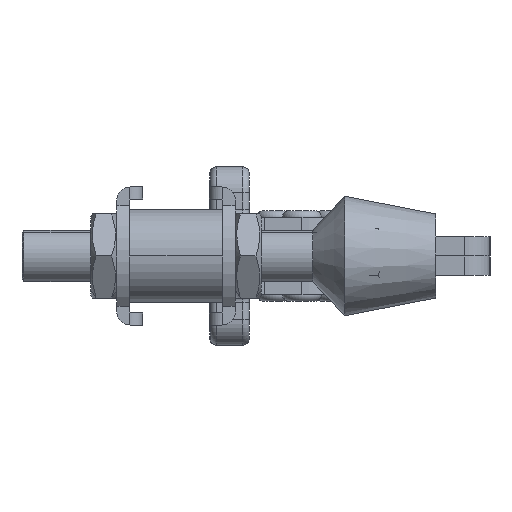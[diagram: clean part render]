
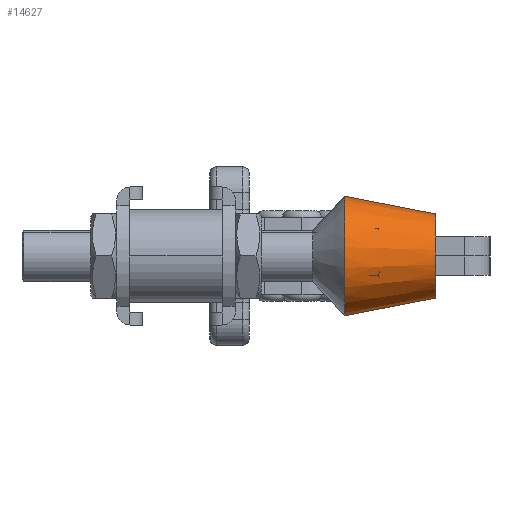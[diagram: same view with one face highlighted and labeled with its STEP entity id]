
A CAD part, left-side view. The second image highlights one B-rep face of the part: STEP entity #14627.
In plain terms, the highlighted conical face has half-angle 11 degrees and reference radius 6.5 mm.
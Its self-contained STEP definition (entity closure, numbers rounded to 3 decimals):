
#622 = ORIENTED_EDGE ( 'NONE', *, *, #6085, .F. ) ;
#623 = ORIENTED_EDGE ( 'NONE', *, *, #6046, .F. ) ;
#624 = ORIENTED_EDGE ( 'NONE', *, *, #6292, .T. ) ;
#625 = ORIENTED_EDGE ( 'NONE', *, *, #6041, .T. ) ;
#1164 = EDGE_LOOP ( 'NONE', ( #622, #623, #624, #625 ) ) ;
#6041 = EDGE_CURVE ( 'NONE', #14489, #13503, #16282, .T. ) ;
#6046 = EDGE_CURVE ( 'NONE', #23773, #21316, #16292, .T. ) ;
#6085 = EDGE_CURVE ( 'NONE', #21316, #13503, #16343, .T. ) ;
#6292 = EDGE_CURVE ( 'NONE', #23773, #14489, #27926, .T. ) ;
#8418 = AXIS2_PLACEMENT_3D ( 'NONE', #18873, #18874, #18875 ) ;
#8419 = AXIS2_PLACEMENT_3D ( 'NONE', #18885, #18886, #18887 ) ;
#13503 = VERTEX_POINT ( 'NONE', #21111 ) ;
#13925 = CARTESIAN_POINT ( 'NONE',  ( 0., 0., -6.5 ) ) ;
#14040 = CARTESIAN_POINT ( 'NONE',  ( 0., 0., 6.5 ) ) ;
#14489 = VERTEX_POINT ( 'NONE', #21123 ) ;
#14627 = ADVANCED_FACE ( 'NONE', ( #28991 ), #28999, .T. ) ;
#16282 = CIRCLE ( 'NONE', #8418, 9.243 ) ;
#16292 = CIRCLE ( 'NONE', #8419, 6.5 ) ;
#16343 = LINE ( 'NONE', #19068, #16349 ) ;
#16349 = VECTOR ( 'NONE', #19078, 1000. ) ;
#18873 = CARTESIAN_POINT ( 'NONE',  ( 0., 14.111, 0. ) ) ;
#18874 = DIRECTION ( 'NONE',  ( 0., -1., 0. ) ) ;
#18875 = DIRECTION ( 'NONE',  ( 0., 0., -1. ) ) ;
#18885 = CARTESIAN_POINT ( 'NONE',  ( 0., 0., 0. ) ) ;
#18886 = DIRECTION ( 'NONE',  ( 0., -1., 0. ) ) ;
#18887 = DIRECTION ( 'NONE',  ( 0., 0., -1. ) ) ;
#19068 = CARTESIAN_POINT ( 'NONE',  ( 0., 0., -6.5 ) ) ;
#19078 = DIRECTION ( 'NONE',  ( 0., 0.982, -0.191 ) ) ;
#21111 = CARTESIAN_POINT ( 'NONE',  ( 0., 14.111, -9.243 ) ) ;
#21123 = CARTESIAN_POINT ( 'NONE',  ( 0., 14.111, 9.243 ) ) ;
#21138 = DIRECTION ( 'NONE',  ( 0., 0., 1. ) ) ;
#21139 = CARTESIAN_POINT ( 'NONE',  ( 0., 0., 0. ) ) ;
#21146 = DIRECTION ( 'NONE',  ( 0., 1., 0. ) ) ;
#21316 = VERTEX_POINT ( 'NONE', #13925 ) ;
#23773 = VERTEX_POINT ( 'NONE', #14040 ) ;
#26881 = AXIS2_PLACEMENT_3D ( 'NONE', #21139, #21146, #21138 ) ;
#27926 = LINE ( 'NONE', #29358, #27927 ) ;
#27927 = VECTOR ( 'NONE', #29357, 1000. ) ;
#28991 = FACE_OUTER_BOUND ( 'NONE', #1164, .T. ) ;
#28999 = CONICAL_SURFACE ( 'NONE', #26881, 6.5, 0.192 ) ;
#29357 = DIRECTION ( 'NONE',  ( 0., 0.982, 0.191 ) ) ;
#29358 = CARTESIAN_POINT ( 'NONE',  ( 0., 0., 6.5 ) ) ;
